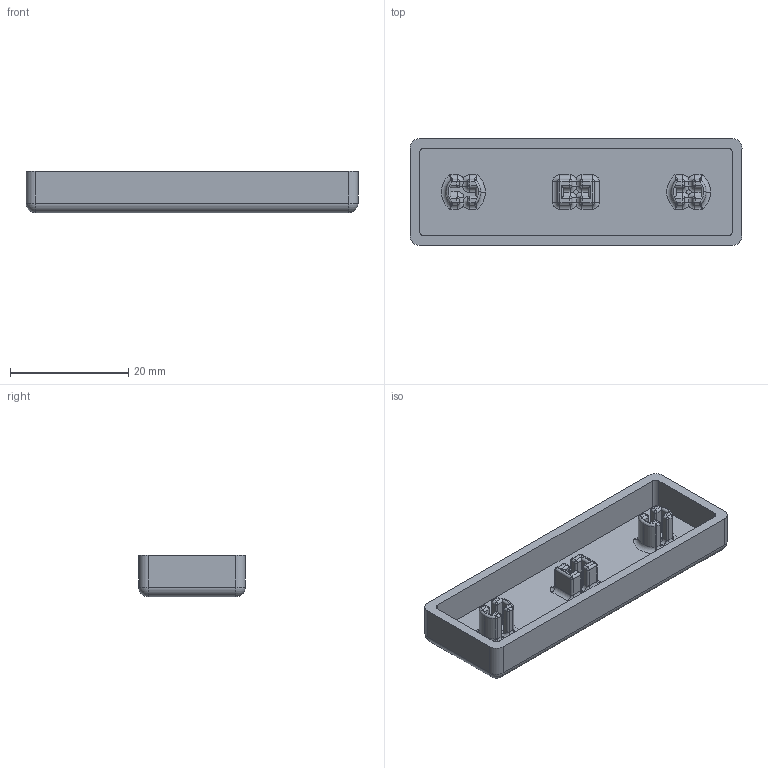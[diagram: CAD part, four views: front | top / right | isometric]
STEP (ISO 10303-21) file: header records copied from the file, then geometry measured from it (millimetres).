
FILE_DESCRIPTION(('HOOPS Exchange Step'),'2;1');
FILE_NAME('temp_export','2023-07-30T22:07:36+20:00',('jscotto'),('Shapr3D Limited'),'HOOPS Exchange 2023.1','Shapr3D','Authorized');
FILE_SCHEMA( ('AUTOMOTIVE_DESIGN { 1 0 10303 214 1 1 1 1 }') );
Length unit declared in the file: millimetre
Products named in the file (1): 3.00u
Bounding box: 56.15 x 18.05 x 7 mm (x, y, z)
Volume: 2971.3 mm3; surface area: 4064.7 mm2
Topology: 1 solids, 1 shells, 287 faces, 663 edges, 347 vertices
Faces by surface type: cylinder 132, plane 68, torus 39, bspline 36, sphere 12
Entity records: 11814 total; most frequent: CARTESIAN_POINT 5557, DIRECTION 1386, ORIENTED_EDGE 1256, EDGE_CURVE 628, AXIS2_PLACEMENT_3D 558, VERTEX_POINT 347, EDGE_LOOP 291, FACE_BOUND 291
